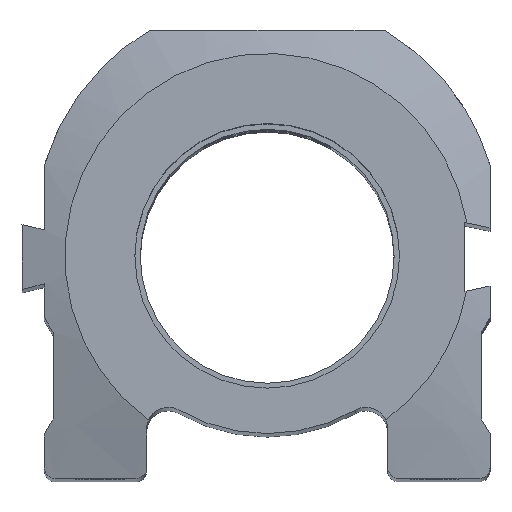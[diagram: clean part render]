
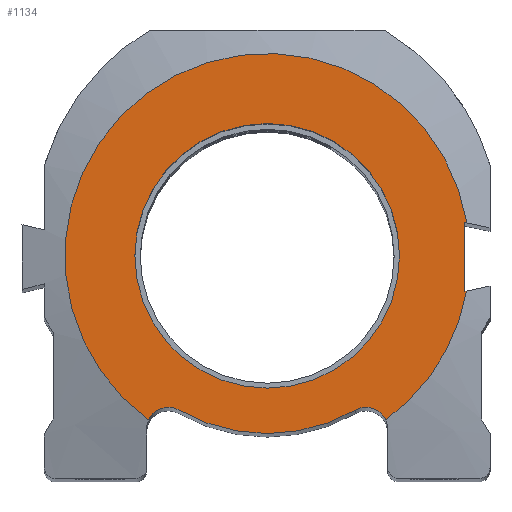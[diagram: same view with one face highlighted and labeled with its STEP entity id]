
A CAD part, top view. The second image highlights one B-rep face of the part: STEP entity #1134.
In plain terms, the highlighted planar face has unit normal (0, 0, 1).
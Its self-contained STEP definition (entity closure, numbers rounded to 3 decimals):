
#59=LINE('',#1762,#117);
#60=LINE('',#1764,#118);
#61=LINE('',#1766,#119);
#117=VECTOR('',#1348,0.174);
#118=VECTOR('',#1349,6.4);
#119=VECTOR('',#1350,0.211);
#177=PLANE('',#1213);
#222=FACE_BOUND('',#377,.T.);
#254=CIRCLE('',#1205,12.25);
#259=CIRCLE('',#1214,18.732);
#260=CIRCLE('',#1215,18.732);
#261=CIRCLE('',#1216,2.);
#262=CIRCLE('',#1217,16.45);
#263=CIRCLE('',#1218,2.);
#301=FACE_OUTER_BOUND('',#376,.T.);
#376=EDGE_LOOP('',(#786,#787,#788,#789,#790,#791,#792,#793));
#377=EDGE_LOOP('',(#794));
#495=VERTEX_POINT('',#1744);
#500=VERTEX_POINT('',#1758);
#501=VERTEX_POINT('',#1759);
#502=VERTEX_POINT('',#1761);
#503=VERTEX_POINT('',#1763);
#504=VERTEX_POINT('',#1765);
#505=VERTEX_POINT('',#1767);
#506=VERTEX_POINT('',#1769);
#507=VERTEX_POINT('',#1771);
#613=EDGE_CURVE('',#495,#495,#254,.T.);
#618=EDGE_CURVE('',#500,#501,#259,.T.);
#619=EDGE_CURVE('',#502,#500,#59,.T.);
#620=EDGE_CURVE('',#503,#502,#60,.T.);
#621=EDGE_CURVE('',#504,#503,#61,.T.);
#622=EDGE_CURVE('',#505,#504,#260,.T.);
#623=EDGE_CURVE('',#506,#505,#261,.T.);
#624=EDGE_CURVE('',#507,#506,#262,.T.);
#625=EDGE_CURVE('',#501,#507,#263,.T.);
#786=ORIENTED_EDGE('',*,*,#618,.F.);
#787=ORIENTED_EDGE('',*,*,#619,.F.);
#788=ORIENTED_EDGE('',*,*,#620,.F.);
#789=ORIENTED_EDGE('',*,*,#621,.F.);
#790=ORIENTED_EDGE('',*,*,#622,.F.);
#791=ORIENTED_EDGE('',*,*,#623,.F.);
#792=ORIENTED_EDGE('',*,*,#624,.F.);
#793=ORIENTED_EDGE('',*,*,#625,.F.);
#794=ORIENTED_EDGE('',*,*,#613,.T.);
#1134=ADVANCED_FACE('',(#301,#222),#177,.F.);
#1205=AXIS2_PLACEMENT_3D('',#1745,#1328,#1329);
#1213=AXIS2_PLACEMENT_3D('',#1757,#1344,#1345);
#1214=AXIS2_PLACEMENT_3D('',#1760,#1346,#1347);
#1215=AXIS2_PLACEMENT_3D('',#1768,#1351,#1352);
#1216=AXIS2_PLACEMENT_3D('',#1770,#1353,#1354);
#1217=AXIS2_PLACEMENT_3D('',#1772,#1355,#1356);
#1218=AXIS2_PLACEMENT_3D('',#1773,#1357,#1358);
#1328=DIRECTION('center_axis',(0.,0.,-1.));
#1329=DIRECTION('ref_axis',(0.,1.,0.));
#1344=DIRECTION('center_axis',(0.,0.,-1.));
#1345=DIRECTION('ref_axis',(-1.,0.,0.));
#1346=DIRECTION('center_axis',(0.,0.,-1.));
#1347=DIRECTION('ref_axis',(0.,1.,0.));
#1348=DIRECTION('',(0.978,0.208,0.));
#1349=DIRECTION('',(0.,-1.,0.));
#1350=DIRECTION('',(-0.978,0.208,0.));
#1351=DIRECTION('center_axis',(0.,0.,-1.));
#1352=DIRECTION('ref_axis',(0.,1.,0.));
#1353=DIRECTION('center_axis',(0.,0.,1.));
#1354=DIRECTION('ref_axis',(-0.502,0.865,0.));
#1355=DIRECTION('center_axis',(0.,0.,-1.));
#1356=DIRECTION('ref_axis',(-0.678,-0.735,0.));
#1357=DIRECTION('center_axis',(0.,0.,1.));
#1358=DIRECTION('ref_axis',(0.502,0.865,0.));
#1744=CARTESIAN_POINT('',(0.,12.25,-1.));
#1745=CARTESIAN_POINT('Origin',(0.,0.,-1.));
#1757=CARTESIAN_POINT('Origin',(0.,24.022,-1.));
#1758=CARTESIAN_POINT('',(18.446,-3.264,-1.));
#1759=CARTESIAN_POINT('',(10.967,-15.186,-1.));
#1760=CARTESIAN_POINT('Origin',(0.,0.,-1.));
#1761=CARTESIAN_POINT('',(18.275,-3.3,-1.));
#1762=CARTESIAN_POINT('',(12.314,-4.568,-1.));
#1763=CARTESIAN_POINT('',(18.275,3.1,-1.));
#1764=CARTESIAN_POINT('',(18.275,13.561,-1.));
#1765=CARTESIAN_POINT('',(18.481,3.056,-1.));
#1766=CARTESIAN_POINT('',(8.579,5.163,-1.));
#1767=CARTESIAN_POINT('',(-10.967,-15.186,-1.));
#1768=CARTESIAN_POINT('Origin',(0.,0.,-1.));
#1769=CARTESIAN_POINT('',(-8.158,-14.285,-1.));
#1770=CARTESIAN_POINT('Origin',(-9.15,-16.021,-1.));
#1771=CARTESIAN_POINT('',(8.158,-14.285,-1.));
#1772=CARTESIAN_POINT('Origin',(0.,0.,-1.));
#1773=CARTESIAN_POINT('Origin',(9.15,-16.021,-1.));
